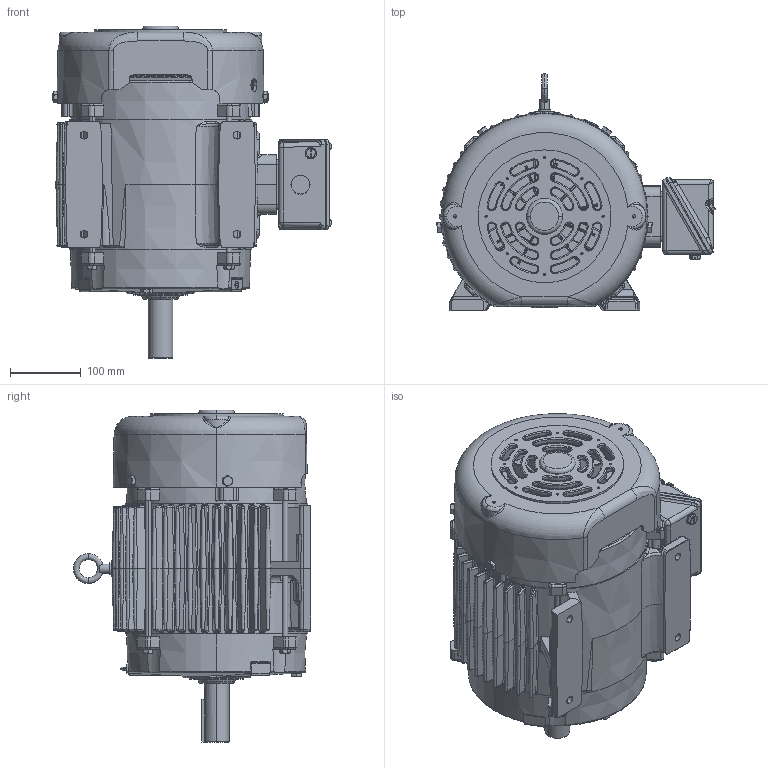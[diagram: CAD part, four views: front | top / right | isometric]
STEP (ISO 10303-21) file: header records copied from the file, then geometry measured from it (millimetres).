
FILE_DESCRIPTION (( 'STEP AP203' ), '1' );
FILE_NAME ('SS84236-725_Rev13.STEP', '2017-10-25T09:52:13', ( '' ), ( '' ), 'SwSTEP 2.0', 'SolidWorks 2015', '' );
FILE_SCHEMA (( 'CONFIG_CONTROL_DESIGN' ));
Length unit declared in the file: inch
Products named in the file (1): SS84236-725_Rev13
Bounding box: 393.01 x 334.71 x 468.46 mm (x, y, z)
Volume: 5730229.5 mm3; surface area: 1507489.7 mm2
Topology: 36 solids, 36 shells, 3834 faces, 9550 edges, 5817 vertices
Faces by surface type: plane 1080, bspline 923, cylinder 919, torus 451, cone 410, sphere 51
Entity records: 162432 total; most frequent: CARTESIAN_POINT 79464, ORIENTED_EDGE 18894, DIRECTION 15473, EDGE_CURVE 9447, AXIS2_PLACEMENT_3D 6285, VERTEX_POINT 5817, EDGE_LOOP 4100, FACE_OUTER_BOUND 3834
